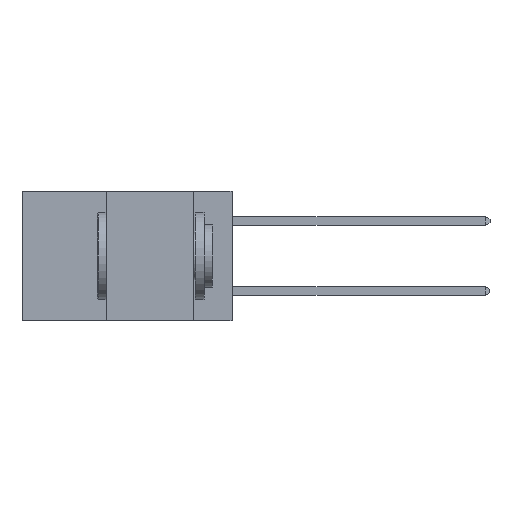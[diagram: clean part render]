
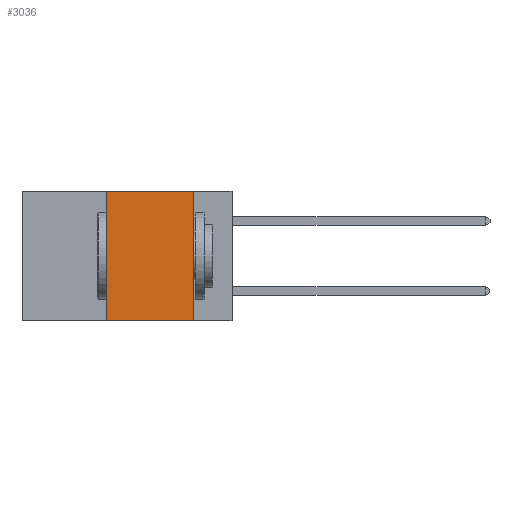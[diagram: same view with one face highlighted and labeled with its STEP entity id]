
A CAD part, left-side view. The second image highlights one B-rep face of the part: STEP entity #3036.
In plain terms, the highlighted planar face has unit normal (-1, 0, 0).
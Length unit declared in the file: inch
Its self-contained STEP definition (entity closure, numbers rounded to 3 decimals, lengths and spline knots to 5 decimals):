
#212 = EDGE_LOOP ( 'NONE', ( #4491, #6885, #9469, #937 ) ) ;
#631 = DIRECTION ( 'NONE',  ( 0., -1., 0. ) ) ;
#937 = ORIENTED_EDGE ( 'NONE', *, *, #10082, .T. ) ;
#1323 = LINE ( 'NONE', #6392, #10561 ) ;
#2335 = DIRECTION ( 'NONE',  ( 0., 0., 1. ) ) ;
#2361 = LINE ( 'NONE', #14407, #4681 ) ;
#2850 = CARTESIAN_POINT ( 'NONE',  ( 0., 0.11, 0. ) ) ;
#3036 = ADVANCED_FACE ( 'NONE', ( #4100 ), #4245, .F. ) ;
#3524 = VERTEX_POINT ( 'NONE', #10669 ) ;
#3662 = EDGE_CURVE ( 'NONE', #3524, #12603, #13062, .T. ) ;
#4100 = FACE_OUTER_BOUND ( 'NONE', #212, .T. ) ;
#4120 = DIRECTION ( 'NONE',  ( 0., 0., -1. ) ) ;
#4123 = DIRECTION ( 'NONE',  ( 1., 0., 0. ) ) ;
#4245 = PLANE ( 'NONE',  #9980 ) ;
#4265 = CARTESIAN_POINT ( 'NONE',  ( 0., 0.6, 0. ) ) ;
#4491 = ORIENTED_EDGE ( 'NONE', *, *, #12610, .F. ) ;
#4632 = CARTESIAN_POINT ( 'NONE',  ( 0., 0.36, 0. ) ) ;
#4681 = VECTOR ( 'NONE', #631, 39.37008 ) ;
#4979 = VERTEX_POINT ( 'NONE', #9924 ) ;
#6392 = CARTESIAN_POINT ( 'NONE',  ( 0., 0.11, 0. ) ) ;
#6803 = VERTEX_POINT ( 'NONE', #7516 ) ;
#6885 = ORIENTED_EDGE ( 'NONE', *, *, #3662, .F. ) ;
#7516 = CARTESIAN_POINT ( 'NONE',  ( 0., 0.11, -0.37 ) ) ;
#7604 = CARTESIAN_POINT ( 'NONE',  ( 0., 0.6, 0. ) ) ;
#8830 = DIRECTION ( 'NONE',  ( 0., -1., 0. ) ) ;
#9469 = ORIENTED_EDGE ( 'NONE', *, *, #14178, .F. ) ;
#9924 = CARTESIAN_POINT ( 'NONE',  ( 0., 0.36, -0.37 ) ) ;
#9980 = AXIS2_PLACEMENT_3D ( 'NONE', #4265, #4123, #4120 ) ;
#10082 = EDGE_CURVE ( 'NONE', #4979, #6803, #2361, .T. ) ;
#10409 = VECTOR ( 'NONE', #8830, 39.37008 ) ;
#10561 = VECTOR ( 'NONE', #14343, 39.37008 ) ;
#10669 = CARTESIAN_POINT ( 'NONE',  ( 0., 0.36, 0. ) ) ;
#11468 = VECTOR ( 'NONE', #2335, 39.37008 ) ;
#11821 = LINE ( 'NONE', #4632, #11468 ) ;
#12603 = VERTEX_POINT ( 'NONE', #2850 ) ;
#12610 = EDGE_CURVE ( 'NONE', #12603, #6803, #1323, .T. ) ;
#13062 = LINE ( 'NONE', #7604, #10409 ) ;
#14178 = EDGE_CURVE ( 'NONE', #4979, #3524, #11821, .T. ) ;
#14343 = DIRECTION ( 'NONE',  ( 0., 0., -1. ) ) ;
#14407 = CARTESIAN_POINT ( 'NONE',  ( 0., 0.6, -0.37 ) ) ;
